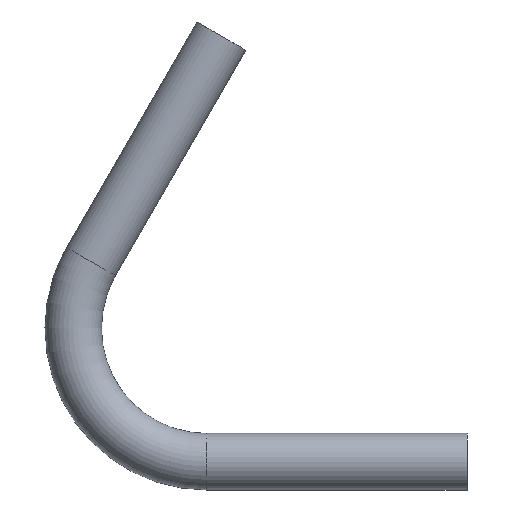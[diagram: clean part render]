
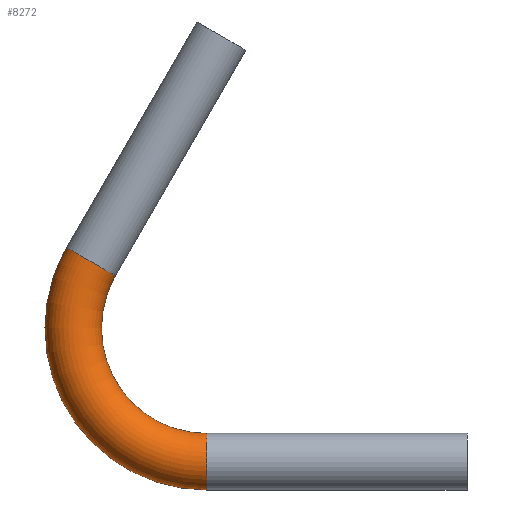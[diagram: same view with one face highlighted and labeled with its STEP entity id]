
A CAD part, left-side view. The second image highlights one B-rep face of the part: STEP entity #8272.
In plain terms, the highlighted toroidal (fillet/blend) face has major radius 100 mm and minor radius 21.2 mm.
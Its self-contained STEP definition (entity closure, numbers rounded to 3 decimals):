
#360 = TOROIDAL_SURFACE ( 'NONE', #4401, 100., 21.2 ) ;
#616 = CARTESIAN_POINT ( 'NONE',  ( 0., 281.883, 150. ) ) ;
#1198 = ORIENTED_EDGE ( 'NONE', *, *, #10004, .F. ) ;
#1503 = AXIS2_PLACEMENT_3D ( 'NONE', #8820, #3731, #8082 ) ;
#2277 = DIRECTION ( 'NONE',  ( 0., 0., -1. ) ) ;
#2692 = VERTEX_POINT ( 'NONE', #5817 ) ;
#2730 = CIRCLE ( 'NONE', #7492, 21.2 ) ;
#3130 = DIRECTION ( 'NONE',  ( 0., -0.866, -0.5 ) ) ;
#3731 = DIRECTION ( 'NONE',  ( 0., 1., 0. ) ) ;
#4081 = DIRECTION ( 'NONE',  ( 0., -0.5, 0.866 ) ) ;
#4401 = AXIS2_PLACEMENT_3D ( 'NONE', #9995, #5696, #2277 ) ;
#5016 = EDGE_LOOP ( 'NONE', ( #1198 ) ) ;
#5696 = DIRECTION ( 'NONE',  ( 1., 0., 0. ) ) ;
#5817 = CARTESIAN_POINT ( 'NONE',  ( 0., 263.523, 139.4 ) ) ;
#6222 = EDGE_LOOP ( 'NONE', ( #10305 ) ) ;
#7004 = VERTEX_POINT ( 'NONE', #9245 ) ;
#7492 = AXIS2_PLACEMENT_3D ( 'NONE', #616, #4081, #3130 ) ;
#8030 = EDGE_CURVE ( 'NONE', #7004, #7004, #9772, .T. ) ;
#8082 = DIRECTION ( 'NONE',  ( 0., 0., 1. ) ) ;
#8272 = ADVANCED_FACE ( 'NONE', ( #9485, #8813 ), #360, .T. ) ;
#8813 = FACE_OUTER_BOUND ( 'NONE', #5016, .T. ) ;
#8820 = CARTESIAN_POINT ( 'NONE',  ( 0., 195.28, 0. ) ) ;
#9245 = CARTESIAN_POINT ( 'NONE',  ( 0., 195.28, 21.2 ) ) ;
#9485 = FACE_OUTER_BOUND ( 'NONE', #6222, .T. ) ;
#9772 = CIRCLE ( 'NONE', #1503, 21.2 ) ;
#9995 = CARTESIAN_POINT ( 'NONE',  ( 0., 195.28, 100. ) ) ;
#10004 = EDGE_CURVE ( 'NONE', #2692, #2692, #2730, .T. ) ;
#10305 = ORIENTED_EDGE ( 'NONE', *, *, #8030, .T. ) ;
